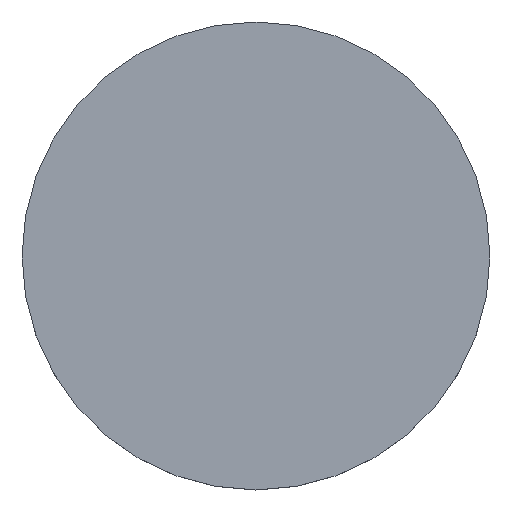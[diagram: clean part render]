
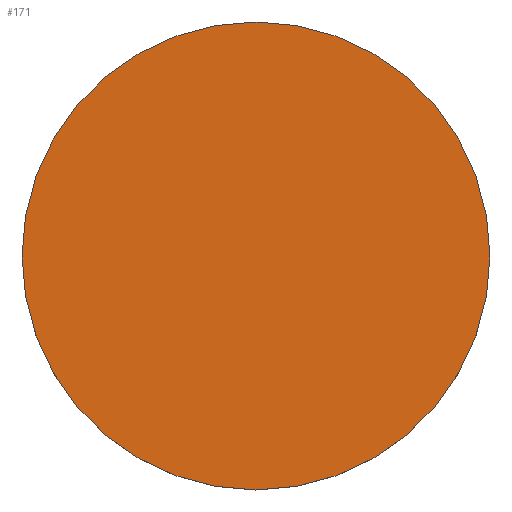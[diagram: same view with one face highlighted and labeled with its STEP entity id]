
A CAD part, top view. The second image highlights one B-rep face of the part: STEP entity #171.
In plain terms, the highlighted planar face has unit normal (0, 0, 1).
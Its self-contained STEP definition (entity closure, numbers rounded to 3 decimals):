
#7 = EDGE_CURVE ( 'NONE', #205, #114, #71, .T. ) ;
#17 = EDGE_CURVE ( 'NONE', #114, #205, #32, .T. ) ;
#23 = CARTESIAN_POINT ( 'NONE',  ( 0., 0., 12. ) ) ;
#24 = DIRECTION ( 'NONE',  ( 0., 0., 1. ) ) ;
#32 = CIRCLE ( 'NONE', #228, 19.05 ) ;
#44 = DIRECTION ( 'NONE',  ( 0., 0., -1. ) ) ;
#55 = AXIS2_PLACEMENT_3D ( 'NONE', #88, #24, #193 ) ;
#56 = DIRECTION ( 'NONE',  ( 1., 0., 0. ) ) ;
#71 = CIRCLE ( 'NONE', #115, 19.05 ) ;
#80 = DIRECTION ( 'NONE',  ( 1., 0., 0. ) ) ;
#88 = CARTESIAN_POINT ( 'NONE',  ( 0., 39.066, 12. ) ) ;
#95 = EDGE_LOOP ( 'NONE', ( #128, #150 ) ) ;
#114 = VERTEX_POINT ( 'NONE', #224 ) ;
#115 = AXIS2_PLACEMENT_3D ( 'NONE', #23, #190, #80 ) ;
#120 = FACE_OUTER_BOUND ( 'NONE', #95, .T. ) ;
#128 = ORIENTED_EDGE ( 'NONE', *, *, #17, .F. ) ;
#137 = CARTESIAN_POINT ( 'NONE',  ( 0., 0., 12. ) ) ;
#150 = ORIENTED_EDGE ( 'NONE', *, *, #7, .F. ) ;
#164 = CARTESIAN_POINT ( 'NONE',  ( -19.05, 0., 12. ) ) ;
#171 = ADVANCED_FACE ( 'NONE', ( #120 ), #176, .T. ) ;
#176 = PLANE ( 'NONE',  #55 ) ;
#190 = DIRECTION ( 'NONE',  ( 0., 0., -1. ) ) ;
#193 = DIRECTION ( 'NONE',  ( 1., 0., 0. ) ) ;
#205 = VERTEX_POINT ( 'NONE', #164 ) ;
#224 = CARTESIAN_POINT ( 'NONE',  ( 19.05, 0., 12. ) ) ;
#228 = AXIS2_PLACEMENT_3D ( 'NONE', #137, #44, #56 ) ;
